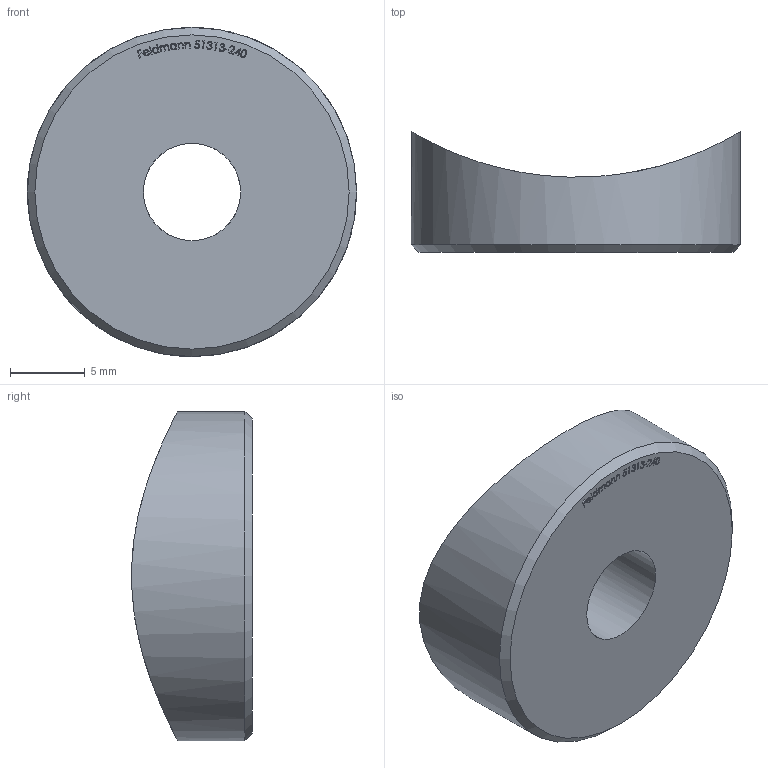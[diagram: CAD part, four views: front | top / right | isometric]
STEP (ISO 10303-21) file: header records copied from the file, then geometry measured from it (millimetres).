
FILE_DESCRIPTION (( 'STEP AP203' ), '1' );
FILE_NAME ('51313-240.step', '2023-11-21T14:17:37', ( '' ), ( '' ), 'SwSTEP 2.0', 'SolidWorks 2018', '' );
FILE_SCHEMA (( 'CONFIG_CONTROL_DESIGN' ));
Length unit declared in the file: millimetre
Products named in the file (1): 51313-240
Bounding box: 22 x 8.08 x 22 mm (x, y, z)
Volume: 2005.5 mm3; surface area: 1245.9 mm2
Topology: 1 solids, 1 shells, 227 faces, 609 edges, 406 vertices
Faces by surface type: plane 124, bspline 99, cylinder 3, cone 1
Full cylindrical faces by diameter (mm): 6.5 x1, 22 x1
Entity records: 12447 total; most frequent: CARTESIAN_POINT 7379, ORIENTED_EDGE 1210, DIRECTION 666, EDGE_CURVE 605, VERTEX_POINT 405, LINE 402, VECTOR 402, EDGE_LOOP 254
